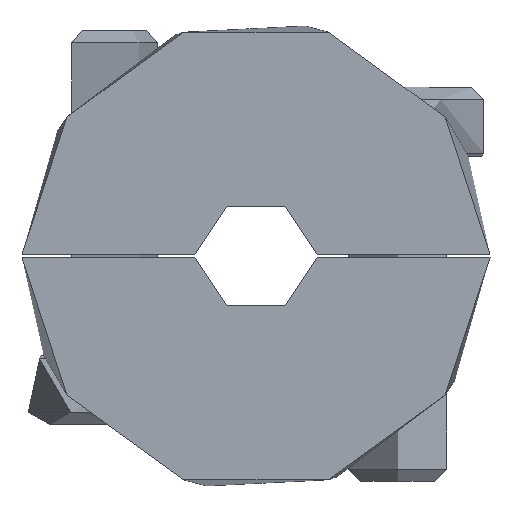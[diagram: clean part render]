
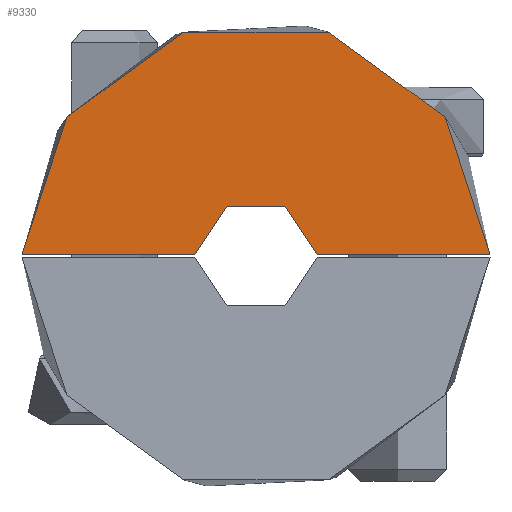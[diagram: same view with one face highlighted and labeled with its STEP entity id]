
A CAD part, front view. The second image highlights one B-rep face of the part: STEP entity #9330.
In plain terms, the highlighted planar face has unit normal (0, -1, 0).
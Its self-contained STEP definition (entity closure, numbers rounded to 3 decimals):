
#341 = CIRCLE ( 'NONE', #10720, 2.5 ) ;
#524 = DIRECTION ( 'NONE',  ( 0., 0., 1. ) ) ;
#1055 = ORIENTED_EDGE ( 'NONE', *, *, #9097, .F. ) ;
#1285 = EDGE_CURVE ( 'NONE', #17000, #14498, #11329, .T. ) ;
#2480 = CARTESIAN_POINT ( 'NONE',  ( 0., -5., 9.5 ) ) ;
#2608 = EDGE_CURVE ( 'NONE', #5650, #17000, #341, .T. ) ;
#3293 = CARTESIAN_POINT ( 'NONE',  ( 0., -5., 0. ) ) ;
#3530 = CARTESIAN_POINT ( 'NONE',  ( -0.25, -5., 0. ) ) ;
#3604 = AXIS2_PLACEMENT_3D ( 'NONE', #10354, #4724, #14809 ) ;
#3854 = LINE ( 'NONE', #8263, #14163 ) ;
#4714 = DIRECTION ( 'NONE',  ( 0., 1., 0. ) ) ;
#4724 = DIRECTION ( 'NONE',  ( 0., 1., 0. ) ) ;
#4736 = AXIS2_PLACEMENT_3D ( 'NONE', #3293, #4714, #18066 ) ;
#5277 = CIRCLE ( 'NONE', #3604, 9.5 ) ;
#5650 = VERTEX_POINT ( 'NONE', #8715 ) ;
#5890 = EDGE_LOOP ( 'NONE', ( #16374, #11947, #13217, #1055 ) ) ;
#7732 = EDGE_CURVE ( 'NONE', #14498, #10026, #5277, .T. ) ;
#8263 = CARTESIAN_POINT ( 'NONE',  ( 0., -5., -9.5 ) ) ;
#8715 = CARTESIAN_POINT ( 'NONE',  ( 0., -5., -2.487 ) ) ;
#9097 = EDGE_CURVE ( 'NONE', #10026, #5650, #3854, .T. ) ;
#9330 = ADVANCED_FACE ( 'NONE', ( #9390 ), #13490, .F. ) ;
#9390 = FACE_OUTER_BOUND ( 'NONE', #5890, .T. ) ;
#9726 = DIRECTION ( 'NONE',  ( 0., 0., 1. ) ) ;
#9951 = VECTOR ( 'NONE', #524, 1000. ) ;
#10026 = VERTEX_POINT ( 'NONE', #11544 ) ;
#10354 = CARTESIAN_POINT ( 'NONE',  ( 0., -5., 0. ) ) ;
#10720 = AXIS2_PLACEMENT_3D ( 'NONE', #3530, #12273, #13595 ) ;
#11329 = LINE ( 'NONE', #13685, #9951 ) ;
#11544 = CARTESIAN_POINT ( 'NONE',  ( 0., -5., -9.5 ) ) ;
#11947 = ORIENTED_EDGE ( 'NONE', *, *, #1285, .F. ) ;
#12273 = DIRECTION ( 'NONE',  ( 0., -1., 0. ) ) ;
#13217 = ORIENTED_EDGE ( 'NONE', *, *, #2608, .F. ) ;
#13490 = PLANE ( 'NONE',  #4736 ) ;
#13595 = DIRECTION ( 'NONE',  ( 0., 0., -1. ) ) ;
#13685 = CARTESIAN_POINT ( 'NONE',  ( 0., -5., 2.487 ) ) ;
#14163 = VECTOR ( 'NONE', #9726, 1000. ) ;
#14498 = VERTEX_POINT ( 'NONE', #2480 ) ;
#14809 = DIRECTION ( 'NONE',  ( 0., 0., 1. ) ) ;
#14964 = CARTESIAN_POINT ( 'NONE',  ( 0., -5., 2.487 ) ) ;
#16374 = ORIENTED_EDGE ( 'NONE', *, *, #7732, .F. ) ;
#17000 = VERTEX_POINT ( 'NONE', #14964 ) ;
#18066 = DIRECTION ( 'NONE',  ( 0., 0., 1. ) ) ;
